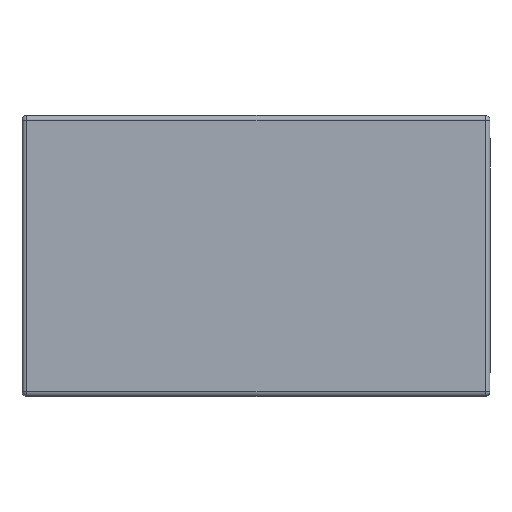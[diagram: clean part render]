
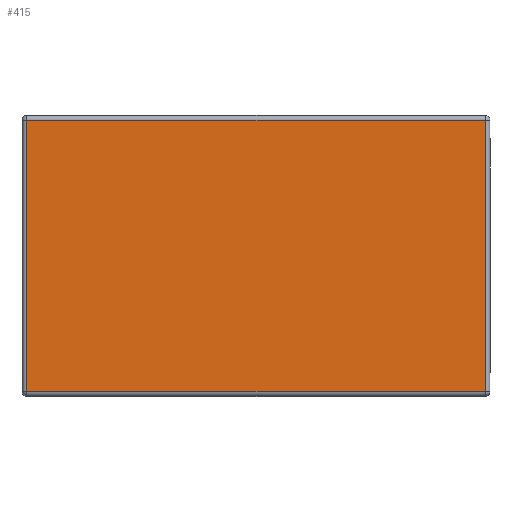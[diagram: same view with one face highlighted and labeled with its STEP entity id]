
A CAD part, top view. The second image highlights one B-rep face of the part: STEP entity #415.
In plain terms, the highlighted planar face has unit normal (0, 0, 1).
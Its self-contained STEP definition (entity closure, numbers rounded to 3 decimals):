
#415 = ADVANCED_FACE('',(#416),#450,.T.);
#416 = FACE_BOUND('',#417,.T.);
#417 = EDGE_LOOP('',(#418,#428,#436,#444));
#418 = ORIENTED_EDGE('',*,*,#419,.T.);
#419 = EDGE_CURVE('',#420,#422,#424,.T.);
#420 = VERTEX_POINT('',#421);
#421 = CARTESIAN_POINT('',(-0.98,0.58,0.8));
#422 = VERTEX_POINT('',#423);
#423 = CARTESIAN_POINT('',(-0.98,-0.58,0.8));
#424 = LINE('',#425,#426);
#425 = CARTESIAN_POINT('',(-0.98,-0.6,0.8));
#426 = VECTOR('',#427,1.);
#427 = DIRECTION('',(0.,-1.,0.));
#428 = ORIENTED_EDGE('',*,*,#429,.T.);
#429 = EDGE_CURVE('',#422,#430,#432,.T.);
#430 = VERTEX_POINT('',#431);
#431 = CARTESIAN_POINT('',(0.98,-0.58,0.8));
#432 = LINE('',#433,#434);
#433 = CARTESIAN_POINT('',(1.,-0.58,0.8));
#434 = VECTOR('',#435,1.);
#435 = DIRECTION('',(1.,0.,0.));
#436 = ORIENTED_EDGE('',*,*,#437,.T.);
#437 = EDGE_CURVE('',#430,#438,#440,.T.);
#438 = VERTEX_POINT('',#439);
#439 = CARTESIAN_POINT('',(0.98,0.58,0.8));
#440 = LINE('',#441,#442);
#441 = CARTESIAN_POINT('',(0.98,0.6,0.8));
#442 = VECTOR('',#443,1.);
#443 = DIRECTION('',(0.,1.,-0.));
#444 = ORIENTED_EDGE('',*,*,#445,.T.);
#445 = EDGE_CURVE('',#438,#420,#446,.T.);
#446 = LINE('',#447,#448);
#447 = CARTESIAN_POINT('',(-1.,0.58,0.8));
#448 = VECTOR('',#449,1.);
#449 = DIRECTION('',(-1.,0.,-0.));
#450 = PLANE('',#451);
#451 = AXIS2_PLACEMENT_3D('',#452,#453,#454);
#452 = CARTESIAN_POINT('',(0.,0.,0.8));
#453 = DIRECTION('',(-0.,0.,1.));
#454 = DIRECTION('',(1.,0.,0.));
